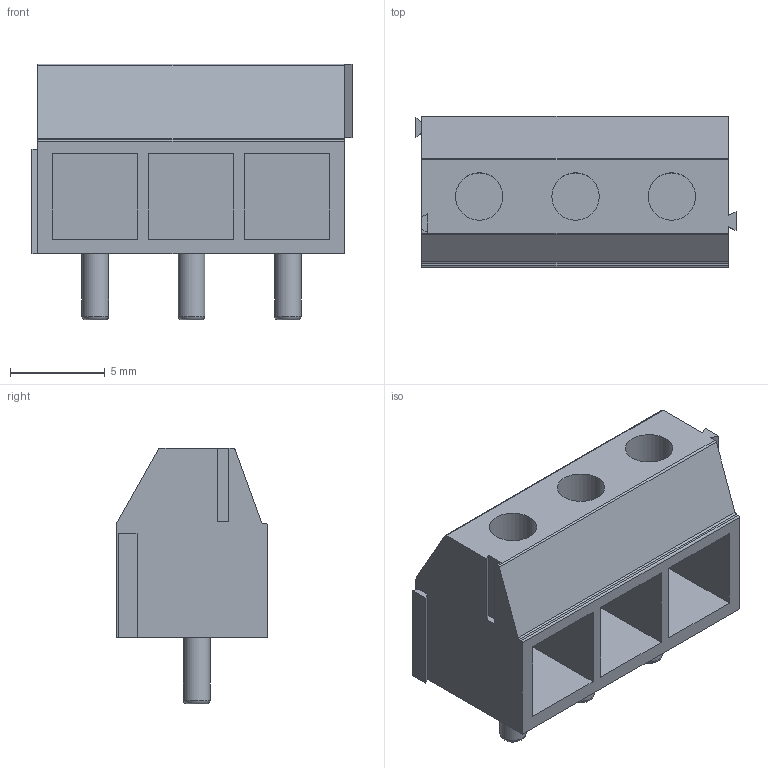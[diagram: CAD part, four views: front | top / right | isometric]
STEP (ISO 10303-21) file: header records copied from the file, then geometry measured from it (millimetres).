
FILE_DESCRIPTION(('FreeCAD Model'),'2;1');
FILE_NAME('weidmuller_pm_5_08_3_way_v4_sp.step','2018-09-09T20:19:32',( 'kicad StepUp'),('ksu MCAD'),'Open CASCADE STEP processor 7.2', 'FreeCAD','Unknown');
FILE_SCHEMA(('AUTOMOTIVE_DESIGN { 1 0 10303 214 1 1 1 1 }'));
Length unit declared in the file: millimetre
Products named in the file (1): weidmuller_pm_5_08_3_way_v4_sp
Bounding box: 16.89 x 8 x 13.5 mm (x, y, z)
Volume: 677.6 mm3; surface area: 1206.1 mm2
Topology: 1 solids, 1 shells, 57 faces, 150 edges, 101 vertices
Faces by surface type: plane 43, cylinder 11, torus 3
Full cylindrical faces by diameter (mm): 1.4 x3, 2.5 x3
Entity records: 2186 total; most frequent: CARTESIAN_POINT 309, DIRECTION 300, ORIENTED_EDGE 300, EDGE_CURVE 150, LINE 116, VECTOR 116, VERTEX_POINT 101, AXIS2_PLACEMENT_3D 92
